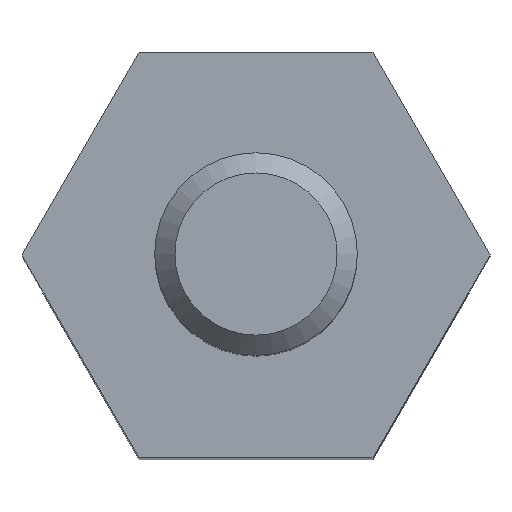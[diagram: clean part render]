
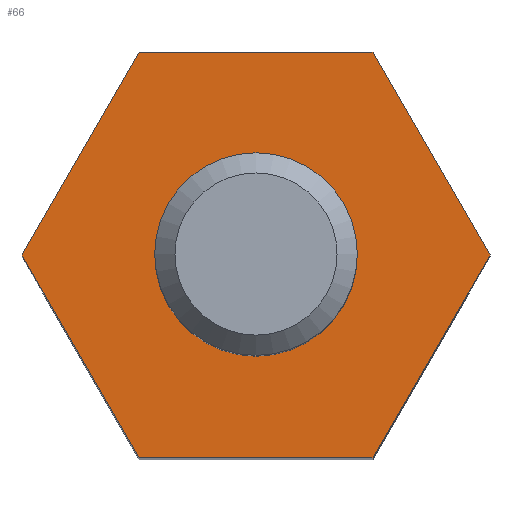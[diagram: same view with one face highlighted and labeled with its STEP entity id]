
A CAD part, top view. The second image highlights one B-rep face of the part: STEP entity #66.
In plain terms, the highlighted planar face has unit normal (0, 0, 1).
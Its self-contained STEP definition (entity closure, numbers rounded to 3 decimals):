
#66 = ADVANCED_FACE( '', ( #148, #149 ), #150, .T. );
#148 = FACE_BOUND( '', #246, .T. );
#149 = FACE_OUTER_BOUND( '', #247, .T. );
#150 = PLANE( '', #248 );
#246 = EDGE_LOOP( '', ( #369 ) );
#247 = EDGE_LOOP( '', ( #370, #371, #372, #373, #374, #375 ) );
#248 = AXIS2_PLACEMENT_3D( '', #376, #377, #378 );
#369 = ORIENTED_EDGE( '', *, *, #532, .T. );
#370 = ORIENTED_EDGE( '', *, *, #533, .T. );
#371 = ORIENTED_EDGE( '', *, *, #534, .T. );
#372 = ORIENTED_EDGE( '', *, *, #527, .T. );
#373 = ORIENTED_EDGE( '', *, *, #535, .T. );
#374 = ORIENTED_EDGE( '', *, *, #536, .T. );
#375 = ORIENTED_EDGE( '', *, *, #505, .T. );
#376 = CARTESIAN_POINT( '', ( 0., 0., 0. ) );
#377 = DIRECTION( '', ( 0., 0., 1. ) );
#378 = DIRECTION( '', ( 1., 0., 0. ) );
#505 = EDGE_CURVE( '', #571, #577, #579, .T. );
#527 = EDGE_CURVE( '', #609, #614, #616, .T. );
#532 = EDGE_CURVE( '', #622, #622, #623, .F. );
#533 = EDGE_CURVE( '', #577, #624, #625, .T. );
#534 = EDGE_CURVE( '', #624, #609, #626, .T. );
#535 = EDGE_CURVE( '', #614, #627, #628, .T. );
#536 = EDGE_CURVE( '', #627, #571, #629, .T. );
#571 = VERTEX_POINT( '', #669 );
#577 = VERTEX_POINT( '', #678 );
#579 = LINE( '', #681, #682 );
#609 = VERTEX_POINT( '', #712 );
#614 = VERTEX_POINT( '', #720 );
#616 = LINE( '', #723, #724 );
#622 = VERTEX_POINT( '', #732 );
#623 = CIRCLE( '', #733, 1.3 );
#624 = VERTEX_POINT( '', #734 );
#625 = LINE( '', #735, #736 );
#626 = LINE( '', #737, #738 );
#627 = VERTEX_POINT( '', #739 );
#628 = LINE( '', #740, #741 );
#629 = LINE( '', #742, #743 );
#669 = CARTESIAN_POINT( '', ( -3.464, 0., 0. ) );
#678 = CARTESIAN_POINT( '', ( -1.732, -3., 0. ) );
#681 = CARTESIAN_POINT( '', ( -3.464, 0., 0. ) );
#682 = VECTOR( '', #793, 1000. );
#712 = CARTESIAN_POINT( '', ( 3.464, 0., 0. ) );
#720 = CARTESIAN_POINT( '', ( 1.732, 3., 0. ) );
#723 = CARTESIAN_POINT( '', ( 3.464, 0., 0. ) );
#724 = VECTOR( '', #834, 1000. );
#732 = CARTESIAN_POINT( '', ( 1.3, 0., 0. ) );
#733 = AXIS2_PLACEMENT_3D( '', #837, #838, #839 );
#734 = CARTESIAN_POINT( '', ( 1.732, -3., 0. ) );
#735 = CARTESIAN_POINT( '', ( -1.732, -3., 0. ) );
#736 = VECTOR( '', #840, 1000. );
#737 = CARTESIAN_POINT( '', ( 1.732, -3., 0. ) );
#738 = VECTOR( '', #841, 1000. );
#739 = CARTESIAN_POINT( '', ( -1.732, 3., 0. ) );
#740 = CARTESIAN_POINT( '', ( 1.732, 3., 0. ) );
#741 = VECTOR( '', #842, 1000. );
#742 = CARTESIAN_POINT( '', ( -1.732, 3., 0. ) );
#743 = VECTOR( '', #843, 1000. );
#793 = DIRECTION( '', ( 0.5, -0.866, 0. ) );
#834 = DIRECTION( '', ( -0.5, 0.866, 0. ) );
#837 = CARTESIAN_POINT( '', ( 0., 0., 0. ) );
#838 = DIRECTION( '', ( 0., 0., 1. ) );
#839 = DIRECTION( '', ( 1., 0., 0. ) );
#840 = DIRECTION( '', ( 1., 0., 0. ) );
#841 = DIRECTION( '', ( 0.5, 0.866, 0. ) );
#842 = DIRECTION( '', ( -1., 0., 0. ) );
#843 = DIRECTION( '', ( -0.5, -0.866, 0. ) );
